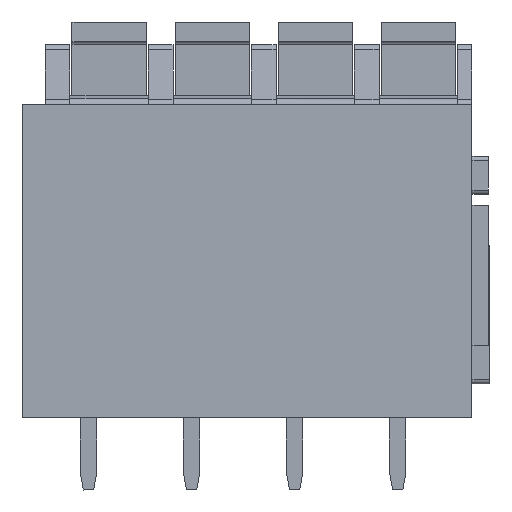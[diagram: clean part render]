
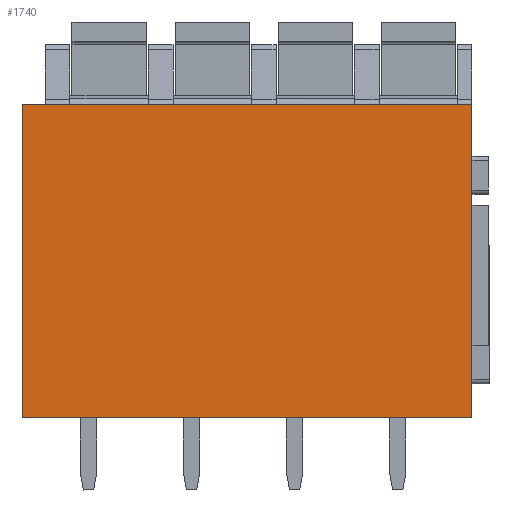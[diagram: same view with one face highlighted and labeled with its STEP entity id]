
A CAD part, front view. The second image highlights one B-rep face of the part: STEP entity #1740.
In plain terms, the highlighted planar face has unit normal (0, -1, 0).
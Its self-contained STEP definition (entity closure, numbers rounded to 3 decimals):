
#1720=AXIS2_PLACEMENT_3D('Plane Axis2P3D',#1717,#1718,#1719) ;
#305=CARTESIAN_POINT('Vertex',(21.8,0.,18.7)) ;
#308=CARTESIAN_POINT('Line Origine',(21.8,0.,11.1)) ;
#312=CARTESIAN_POINT('Vertex',(21.8,0.,3.5)) ;
#971=CARTESIAN_POINT('Vertex',(0.,0.,18.7)) ;
#974=CARTESIAN_POINT('Line Origine',(10.9,0.,18.7)) ;
#1717=CARTESIAN_POINT('Axis2P3D Location',(0.,0.,18.7)) ;
#1722=CARTESIAN_POINT('Line Origine',(0.,0.,11.1)) ;
#1726=CARTESIAN_POINT('Vertex',(0.,0.,3.5)) ;
#1729=CARTESIAN_POINT('Line Origine',(10.9,0.,3.5)) ;
#309=DIRECTION('Vector Direction',(0.,0.,-1.)) ;
#975=DIRECTION('Vector Direction',(1.,0.,0.)) ;
#1718=DIRECTION('Axis2P3D Direction',(0.,-1.,0.)) ;
#1719=DIRECTION('Axis2P3D XDirection',(0.,0.,-1.)) ;
#1723=DIRECTION('Vector Direction',(0.,0.,-1.)) ;
#1730=DIRECTION('Vector Direction',(1.,0.,0.)) ;
#310=VECTOR('Line Direction',#309,1.) ;
#976=VECTOR('Line Direction',#975,1.) ;
#1724=VECTOR('Line Direction',#1723,1.) ;
#1731=VECTOR('Line Direction',#1730,1.) ;
#1735=ORIENTED_EDGE('',*,*,#314,.T.) ;
#1736=ORIENTED_EDGE('',*,*,#978,.F.) ;
#1737=ORIENTED_EDGE('',*,*,#1728,.F.) ;
#1738=ORIENTED_EDGE('',*,*,#1733,.T.) ;
#1740=ADVANCED_FACE('_LMF 5.00/04/180  3.5SN OR BX 1330200000',(#1739),#1721,.T.) ;
#314=EDGE_CURVE('',#313,#306,#311,.F.) ;
#978=EDGE_CURVE('',#972,#306,#977,.T.) ;
#1728=EDGE_CURVE('',#1727,#972,#1725,.F.) ;
#1733=EDGE_CURVE('',#1727,#313,#1732,.T.) ;
#1734=EDGE_LOOP('',(#1735,#1736,#1737,#1738)) ;
#1739=FACE_OUTER_BOUND('',#1734,.T.) ;
#311=LINE('Line',#308,#310) ;
#977=LINE('Line',#974,#976) ;
#1725=LINE('Line',#1722,#1724) ;
#1732=LINE('Line',#1729,#1731) ;
#1721=PLANE('',#1720) ;
#306=VERTEX_POINT('',#305) ;
#313=VERTEX_POINT('',#312) ;
#972=VERTEX_POINT('',#971) ;
#1727=VERTEX_POINT('',#1726) ;
